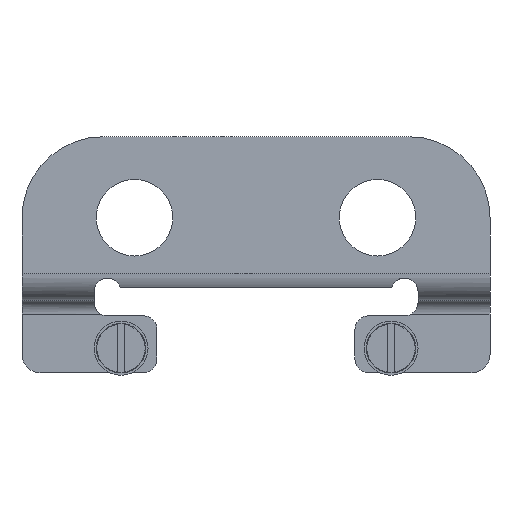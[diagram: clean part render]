
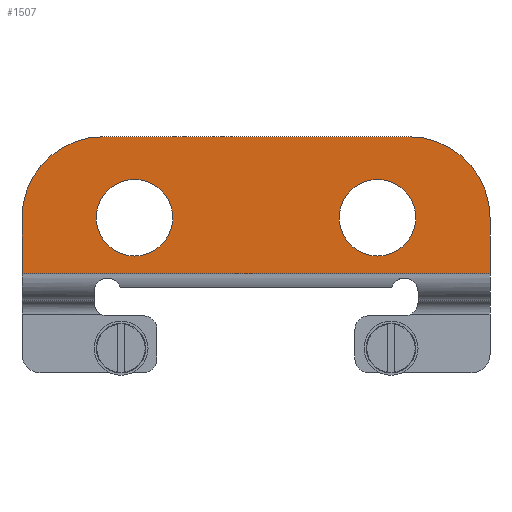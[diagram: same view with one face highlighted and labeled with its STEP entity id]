
A CAD part, front view. The second image highlights one B-rep face of the part: STEP entity #1507.
In plain terms, the highlighted face is planar.
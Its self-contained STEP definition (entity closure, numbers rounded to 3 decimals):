
#59=PLANE('',#1665);
#144=LINE('',#2430,#269);
#146=LINE('',#2460,#271);
#147=LINE('',#2461,#272);
#148=LINE('',#2465,#273);
#269=VECTOR('',#1928,1000.);
#271=VECTOR('',#1942,1000.);
#272=VECTOR('',#1943,1000.);
#273=VECTOR('',#1946,1000.);
#449=ORIENTED_EDGE('',*,*,#871,.F.);
#450=ORIENTED_EDGE('',*,*,#872,.F.);
#451=ORIENTED_EDGE('',*,*,#873,.F.);
#452=ORIENTED_EDGE('',*,*,#874,.F.);
#453=ORIENTED_EDGE('',*,*,#865,.T.);
#454=ORIENTED_EDGE('',*,*,#875,.T.);
#455=ORIENTED_EDGE('',*,*,#876,.F.);
#456=ORIENTED_EDGE('',*,*,#877,.F.);
#865=EDGE_CURVE('',#1071,#1070,#144,.T.);
#871=EDGE_CURVE('',#1075,#1075,#1191,.T.);
#872=EDGE_CURVE('',#1076,#1076,#1192,.T.);
#873=EDGE_CURVE('',#1077,#1078,#1193,.T.);
#874=EDGE_CURVE('',#1071,#1077,#146,.T.);
#875=EDGE_CURVE('',#1070,#1079,#147,.T.);
#876=EDGE_CURVE('',#1080,#1079,#1194,.T.);
#877=EDGE_CURVE('',#1078,#1080,#148,.T.);
#1070=VERTEX_POINT('',#2429);
#1071=VERTEX_POINT('',#2431);
#1075=VERTEX_POINT('',#2454);
#1076=VERTEX_POINT('',#2456);
#1077=VERTEX_POINT('',#2458);
#1078=VERTEX_POINT('',#2459);
#1079=VERTEX_POINT('',#2462);
#1080=VERTEX_POINT('',#2464);
#1191=CIRCLE('',#1666,4.25);
#1192=CIRCLE('',#1667,4.25);
#1193=CIRCLE('',#1668,9.);
#1194=CIRCLE('',#1669,9.);
#1260=EDGE_LOOP('',(#449));
#1261=EDGE_LOOP('',(#450));
#1262=EDGE_LOOP('',(#451,#452,#453,#454,#455,#456));
#1367=FACE_BOUND('',#1260,.T.);
#1368=FACE_BOUND('',#1261,.T.);
#1369=FACE_BOUND('',#1262,.T.);
#1507=ADVANCED_FACE('',(#1367,#1368,#1369),#59,.F.);
#1665=AXIS2_PLACEMENT_3D('',#2452,#1934,#1935);
#1666=AXIS2_PLACEMENT_3D('',#2453,#1936,#1937);
#1667=AXIS2_PLACEMENT_3D('',#2455,#1938,#1939);
#1668=AXIS2_PLACEMENT_3D('',#2457,#1940,#1941);
#1669=AXIS2_PLACEMENT_3D('',#2463,#1944,#1945);
#1928=DIRECTION('',(0.,0.,-1.));
#1934=DIRECTION('',(-1.,0.,0.));
#1935=DIRECTION('',(0.,0.,1.));
#1936=DIRECTION('',(1.,0.,0.));
#1937=DIRECTION('',(0.,0.,-1.));
#1938=DIRECTION('',(1.,0.,0.));
#1939=DIRECTION('',(0.,0.,-1.));
#1940=DIRECTION('',(-1.,0.,0.));
#1941=DIRECTION('',(0.,0.,1.));
#1942=DIRECTION('',(0.,1.,0.));
#1943=DIRECTION('',(0.,1.,0.));
#1944=DIRECTION('',(-1.,0.,0.));
#1945=DIRECTION('',(0.,0.,1.));
#1946=DIRECTION('',(0.,0.,-1.));
#2429=CARTESIAN_POINT('',(0.,3.,-26.));
#2430=CARTESIAN_POINT('',(0.,3.,26.));
#2431=CARTESIAN_POINT('',(0.,3.,26.));
#2452=CARTESIAN_POINT('',(0.,3.,26.));
#2453=CARTESIAN_POINT('',(0.,9.2,-13.5));
#2454=CARTESIAN_POINT('',(0.,9.2,-17.75));
#2455=CARTESIAN_POINT('',(0.,9.2,13.5));
#2456=CARTESIAN_POINT('',(0.,9.2,9.25));
#2457=CARTESIAN_POINT('',(0.,9.2,17.));
#2458=CARTESIAN_POINT('',(0.,9.2,26.));
#2459=CARTESIAN_POINT('',(0.,18.2,17.));
#2460=CARTESIAN_POINT('',(0.,3.,26.));
#2461=CARTESIAN_POINT('',(0.,3.,-26.));
#2462=CARTESIAN_POINT('',(0.,9.2,-26.));
#2463=CARTESIAN_POINT('',(0.,9.2,-17.));
#2464=CARTESIAN_POINT('',(0.,18.2,-17.));
#2465=CARTESIAN_POINT('',(0.,18.2,26.));
